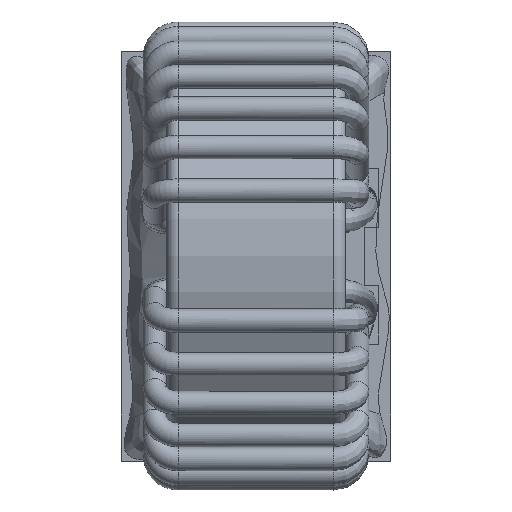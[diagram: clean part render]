
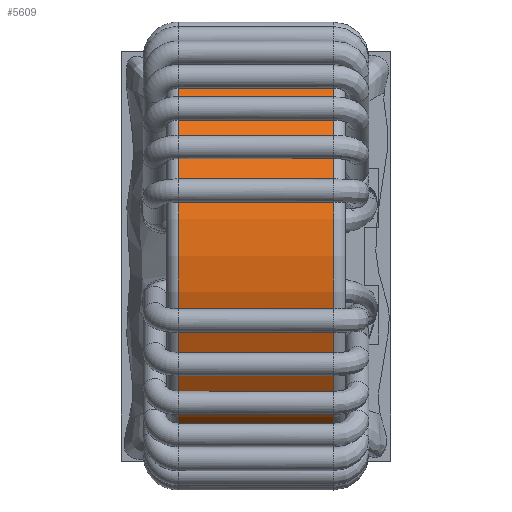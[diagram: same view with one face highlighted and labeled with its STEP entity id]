
A CAD part, top view. The second image highlights one B-rep face of the part: STEP entity #5609.
In plain terms, the highlighted cylindrical face has radius 18 mm (diameter 36 mm), a full revolution.
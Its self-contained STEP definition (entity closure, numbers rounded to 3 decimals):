
#430=CYLINDRICAL_SURFACE('',#5960,18.);
#832=ORIENTED_EDGE('',*,*,#1563,.T.);
#833=ORIENTED_EDGE('',*,*,#1562,.F.);
#1562=EDGE_CURVE('',#1960,#1960,#2276,.T.);
#1563=EDGE_CURVE('',#1961,#1961,#2277,.T.);
#1960=VERTEX_POINT('',#10113);
#1961=VERTEX_POINT('',#10116);
#2276=CIRCLE('',#5951,18.);
#2277=CIRCLE('',#5953,18.);
#2526=EDGE_LOOP('',(#832));
#2527=EDGE_LOOP('',(#833));
#3127=FACE_BOUND('',#2526,.T.);
#3128=FACE_BOUND('',#2527,.T.);
#5609=ADVANCED_FACE('',(#3127,#3128),#430,.T.);
#5951=AXIS2_PLACEMENT_3D('',#10112,#6440,#6441);
#5953=AXIS2_PLACEMENT_3D('',#10115,#6444,#6445);
#5960=AXIS2_PLACEMENT_3D('',#10126,#6458,#6459);
#6440=DIRECTION('',(0.,1.,0.));
#6441=DIRECTION('',(0.,0.,1.));
#6444=DIRECTION('',(0.,1.,0.));
#6445=DIRECTION('',(0.,0.,1.));
#6458=DIRECTION('',(0.,1.,0.));
#6459=DIRECTION('',(0.,0.,1.));
#10112=CARTESIAN_POINT('',(0.,6.65,-17.8));
#10113=CARTESIAN_POINT('',(0.,6.65,0.2));
#10115=CARTESIAN_POINT('',(0.,-6.65,-17.8));
#10116=CARTESIAN_POINT('',(0.,-6.65,0.2));
#10126=CARTESIAN_POINT('',(0.,-7.65,-17.8));
